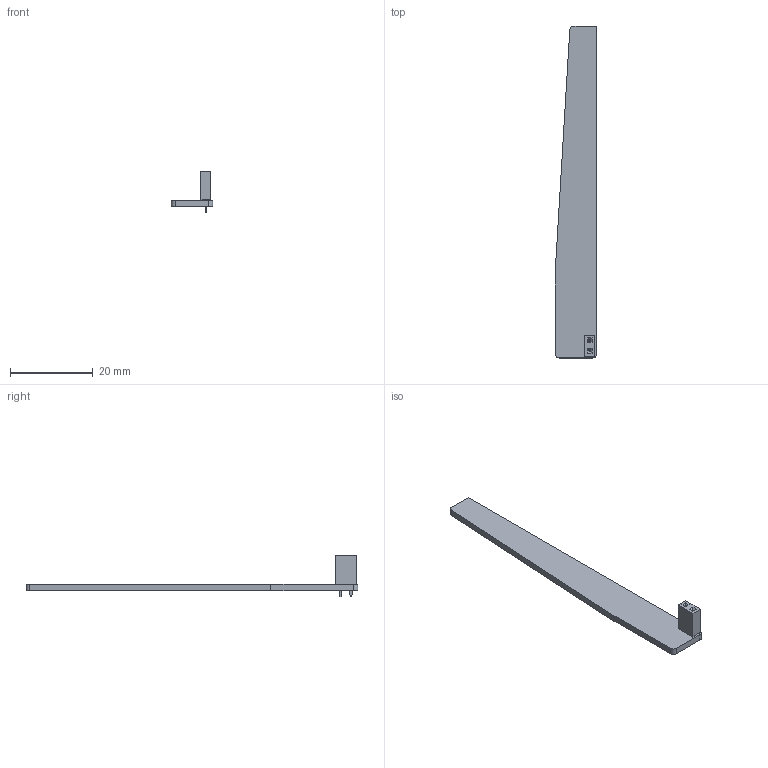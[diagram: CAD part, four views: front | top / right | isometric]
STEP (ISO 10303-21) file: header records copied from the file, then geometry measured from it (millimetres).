
FILE_DESCRIPTION(('KiCad electronic assembly'),'2;1');
FILE_NAME('USAN_TR_r0.step','2024-12-12T17:14:51',('Pcbnew'),('Kicad'), 'Open CASCADE STEP processor 7.8','KiCad to STEP converter','Unknown' );
FILE_SCHEMA(('AUTOMOTIVE_DESIGN { 1 0 10303 214 1 1 1 1 }'));
Length unit declared in the file: millimetre
Products named in the file (4): USAN_TR_r0 1; PinSocket_1x02_P2.54mm_Vertical; PinSocket_1x02_P254mm_Vertical; USAN_TR_r0_PCB
Assembly tree (3 placements, depth 3):
  USAN_TR_r0 1
    PinSocket_1x02_P2.54mm_Vertical
      PinSocket_1x02_P254mm_Vertical
    USAN_TR_r0_PCB
Bounding box: 10 x 80 x 10.1 mm (x, y, z)
Volume: 1193.5 mm3; surface area: 1851.3 mm2
Topology: 2 solids, 2 shells, 84 faces, 214 edges, 140 vertices
Faces by surface type: plane 79, cylinder 5
Full cylindrical faces by diameter (mm): 1 x2
Entity records: 3070 total; most frequent: CARTESIAN_POINT 442, ORIENTED_EDGE 428, DIRECTION 400, EDGE_CURVE 214, LINE 204, VECTOR 204, VERTEX_POINT 140, AXIS2_PLACEMENT_3D 98
